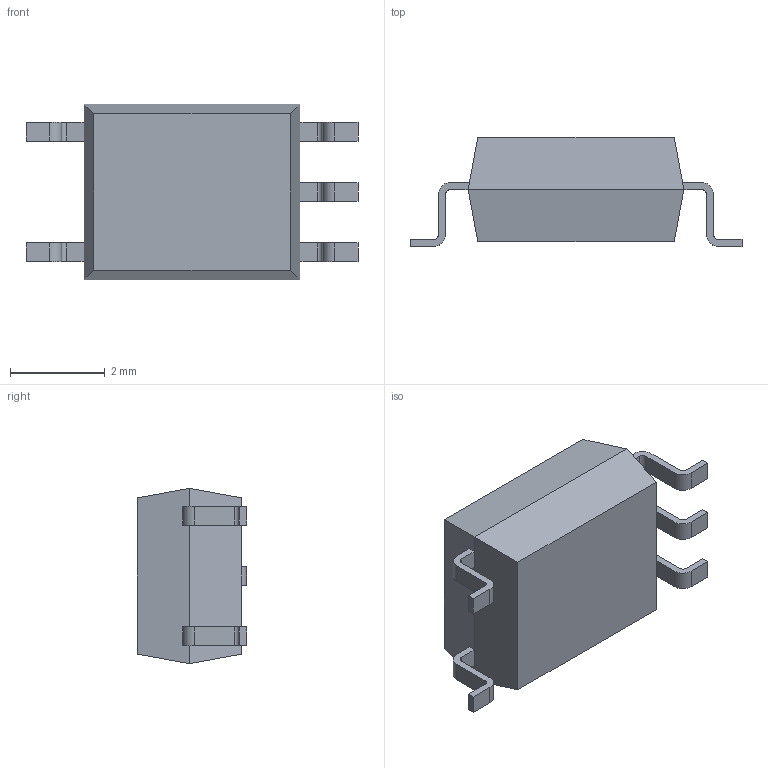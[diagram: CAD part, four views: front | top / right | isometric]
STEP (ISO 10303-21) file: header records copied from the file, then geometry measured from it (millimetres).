
FILE_DESCRIPTION (( 'STEP AP214' ), '1' );
FILE_NAME ('TLP109.STEP', '2023-04-04T23:43:32', ( '' ), ( '' ), 'SwSTEP 2.0', 'SolidWorks 2021', '' );
FILE_SCHEMA (( 'AUTOMOTIVE_DESIGN' ));
Length unit declared in the file: millimetre
Products named in the file (1): TLP109
Bounding box: 7 x 2.3 x 3.7 mm (x, y, z)
Volume: 34.1 mm3; surface area: 76.4 mm2
Topology: 7 solids, 7 shells, 90 faces, 218 edges, 144 vertices
Faces by surface type: plane 64, cylinder 26
Entity records: 2710 total; most frequent: CARTESIAN_POINT 453, DIRECTION 452, ORIENTED_EDGE 436, EDGE_CURVE 218, VECTOR 166, LINE 166, VERTEX_POINT 144, AXIS2_PLACEMENT_3D 143
